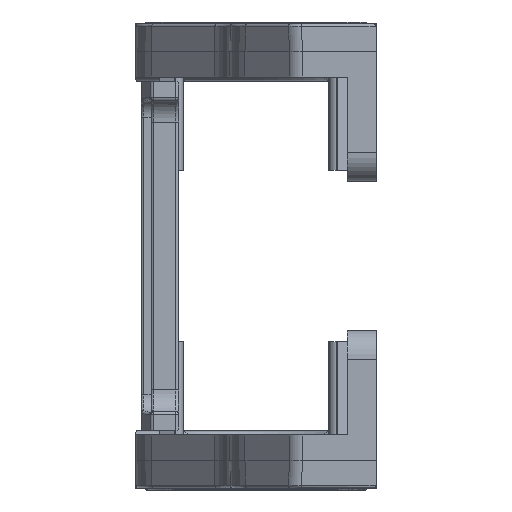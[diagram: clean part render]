
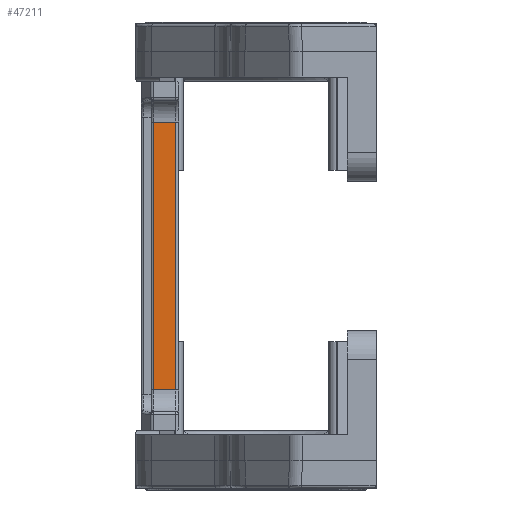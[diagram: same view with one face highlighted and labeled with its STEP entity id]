
A CAD part, left-side view. The second image highlights one B-rep face of the part: STEP entity #47211.
In plain terms, the highlighted planar face has unit normal (-1, 0, 0).
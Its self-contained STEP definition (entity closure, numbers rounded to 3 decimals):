
#911 = VERTEX_POINT ( 'NONE', #23194 ) ;
#3320 = VECTOR ( 'NONE', #6128, 1000. ) ;
#3801 = VERTEX_POINT ( 'NONE', #43996 ) ;
#4361 = PLANE ( 'NONE',  #7883 ) ;
#5747 = CARTESIAN_POINT ( 'NONE',  ( -109.421, 17.592, 31.392 ) ) ;
#6128 = DIRECTION ( 'NONE',  ( 0., 1., 0. ) ) ;
#7536 = CARTESIAN_POINT ( 'NONE',  ( -109.421, 13.766, 77.408 ) ) ;
#7883 = AXIS2_PLACEMENT_3D ( 'NONE', #38640, #38133, #21869 ) ;
#9927 = LINE ( 'NONE', #28867, #36302 ) ;
#10565 = LINE ( 'NONE', #34055, #3320 ) ;
#15610 = DIRECTION ( 'NONE',  ( 0., 0., -1. ) ) ;
#17010 = EDGE_CURVE ( 'NONE', #3801, #28202, #19274, .T. ) ;
#17650 = EDGE_LOOP ( 'NONE', ( #45464, #71907, #52375, #52414 ) ) ;
#19274 = LINE ( 'NONE', #44612, #45685 ) ;
#21869 = DIRECTION ( 'NONE',  ( 0., 0., 1. ) ) ;
#22680 = EDGE_CURVE ( 'NONE', #71590, #3801, #10565, .T. ) ;
#23194 = CARTESIAN_POINT ( 'NONE',  ( -109.421, 13.766, 31.392 ) ) ;
#24230 = EDGE_CURVE ( 'NONE', #911, #71590, #9927, .T. ) ;
#28202 = VERTEX_POINT ( 'NONE', #5747 ) ;
#28867 = CARTESIAN_POINT ( 'NONE',  ( -109.421, 13.766, 57.548 ) ) ;
#34055 = CARTESIAN_POINT ( 'NONE',  ( -109.421, -80.895, 77.408 ) ) ;
#36302 = VECTOR ( 'NONE', #52308, 1000. ) ;
#38133 = DIRECTION ( 'NONE',  ( -1., 0., 0. ) ) ;
#38640 = CARTESIAN_POINT ( 'NONE',  ( -109.421, -80.895, -36.01 ) ) ;
#39730 = LINE ( 'NONE', #40780, #58849 ) ;
#40780 = CARTESIAN_POINT ( 'NONE',  ( -109.421, -80.895, 31.392 ) ) ;
#41282 = DIRECTION ( 'NONE',  ( 0., 1., 0. ) ) ;
#43996 = CARTESIAN_POINT ( 'NONE',  ( -109.421, 17.592, 77.408 ) ) ;
#44612 = CARTESIAN_POINT ( 'NONE',  ( -109.421, 17.592, -36.01 ) ) ;
#45464 = ORIENTED_EDGE ( 'NONE', *, *, #24230, .T. ) ;
#45685 = VECTOR ( 'NONE', #15610, 1000. ) ;
#47211 = ADVANCED_FACE ( 'NONE', ( #74440 ), #4361, .T. ) ;
#52308 = DIRECTION ( 'NONE',  ( 0., 0., 1. ) ) ;
#52375 = ORIENTED_EDGE ( 'NONE', *, *, #17010, .T. ) ;
#52414 = ORIENTED_EDGE ( 'NONE', *, *, #66357, .F. ) ;
#58849 = VECTOR ( 'NONE', #41282, 1000. ) ;
#66357 = EDGE_CURVE ( 'NONE', #911, #28202, #39730, .T. ) ;
#71590 = VERTEX_POINT ( 'NONE', #7536 ) ;
#71907 = ORIENTED_EDGE ( 'NONE', *, *, #22680, .T. ) ;
#74440 = FACE_OUTER_BOUND ( 'NONE', #17650, .T. ) ;
